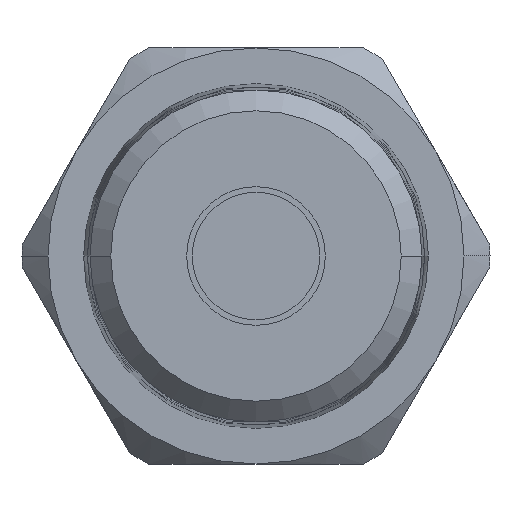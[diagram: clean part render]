
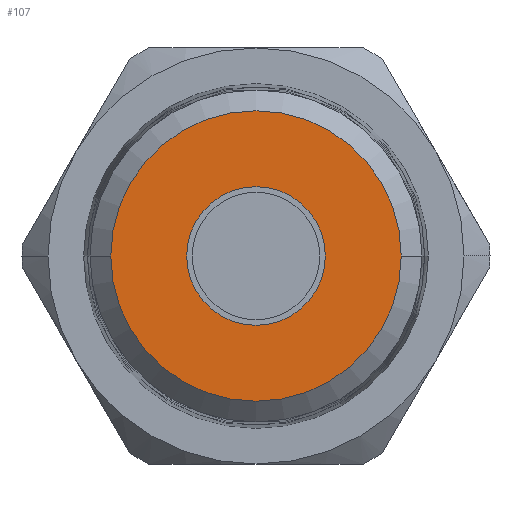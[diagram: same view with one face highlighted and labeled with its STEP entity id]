
A CAD part, front view. The second image highlights one B-rep face of the part: STEP entity #107.
In plain terms, the highlighted planar face has unit normal (0, -1, 0).
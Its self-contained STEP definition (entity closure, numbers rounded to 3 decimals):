
#107=ADVANCED_FACE('',(#269,#270),#271,.T.);
#269=FACE_BOUND('',#468,.T.);
#270=FACE_OUTER_BOUND('',#469,.T.);
#271=PLANE('',#470);
#468=EDGE_LOOP('',(#1013,#1014));
#469=EDGE_LOOP('',(#1015,#1016));
#470=AXIS2_PLACEMENT_3D('',#1017,#1018,#1019);
#1013=ORIENTED_EDGE('',*,*,#1425,.T.);
#1014=ORIENTED_EDGE('',*,*,#1331,.T.);
#1015=ORIENTED_EDGE('',*,*,#1310,.F.);
#1016=ORIENTED_EDGE('',*,*,#1436,.F.);
#1017=CARTESIAN_POINT('',(2.095,0.0,0.0));
#1018=DIRECTION('',(-0.0,-1.0,-0.0));
#1019=DIRECTION('',(-1.0,0.0,0.0));
#1310=EDGE_CURVE('',#1567,#1570,#1571,.T.);
#1331=EDGE_CURVE('',#1605,#1609,#1611,.T.);
#1425=EDGE_CURVE('',#1609,#1605,#1769,.T.);
#1436=EDGE_CURVE('',#1570,#1567,#1780,.T.);
#1567=VERTEX_POINT('',#1994);
#1570=VERTEX_POINT('',#1998);
#1571=CIRCLE('',#1999,4.189);
#1605=VERTEX_POINT('',#2042);
#1609=VERTEX_POINT('',#2047);
#1611=CIRCLE('',#2050,2.0);
#1769=CIRCLE('',#2323,2.0);
#1780=CIRCLE('',#2334,4.189);
#1994=CARTESIAN_POINT('',(4.189,0.0,0.0));
#1998=CARTESIAN_POINT('',(-4.189,0.0,0.));
#1999=AXIS2_PLACEMENT_3D('',#2675,#2676,#2677);
#2042=CARTESIAN_POINT('',(2.0,0.0,0.));
#2047=CARTESIAN_POINT('',(-2.0,0.0,0.));
#2050=AXIS2_PLACEMENT_3D('',#2716,#2717,#2718);
#2323=AXIS2_PLACEMENT_3D('',#2844,#2845,#2846);
#2334=AXIS2_PLACEMENT_3D('',#2877,#2878,#2879);
#2675=CARTESIAN_POINT('',(0.0,0.0,0.0));
#2676=DIRECTION('',(-0.0,1.0,0.0));
#2677=DIRECTION('',(1.0,0.0,0.0));
#2716=CARTESIAN_POINT('',(0.0,0.0,0.0));
#2717=DIRECTION('',(-0.0,1.0,0.0));
#2718=DIRECTION('',(1.0,0.0,0.0));
#2844=CARTESIAN_POINT('',(0.0,0.0,0.0));
#2845=DIRECTION('',(-0.0,1.0,0.0));
#2846=DIRECTION('',(1.0,0.0,0.0));
#2877=CARTESIAN_POINT('',(0.0,0.0,0.0));
#2878=DIRECTION('',(-0.0,1.0,0.0));
#2879=DIRECTION('',(1.0,0.0,0.0));
